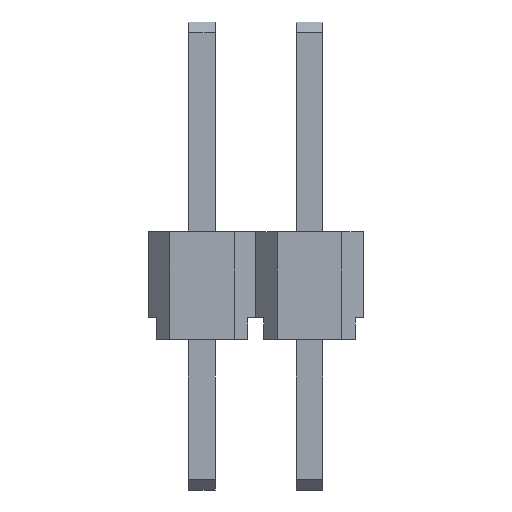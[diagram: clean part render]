
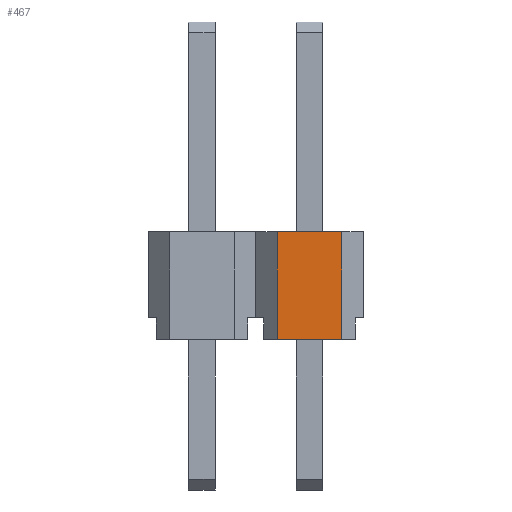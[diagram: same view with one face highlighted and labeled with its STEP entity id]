
A CAD part, front view. The second image highlights one B-rep face of the part: STEP entity #467.
In plain terms, the highlighted planar face has unit normal (0, -1, 0).
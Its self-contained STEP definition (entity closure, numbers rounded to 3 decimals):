
#467 = ADVANCED_FACE ( 'NONE', ( #14826 ), #3944, .F. ) ;
#782 = CARTESIAN_POINT ( 'NONE',  ( -2., -1., 2. ) ) ;
#907 = ORIENTED_EDGE ( 'NONE', *, *, #4847, .F. ) ;
#1027 = LINE ( 'NONE', #15385, #10421 ) ;
#1269 = VERTEX_POINT ( 'NONE', #9584 ) ;
#1309 = DIRECTION ( 'NONE',  ( 0., 0., 1. ) ) ;
#1462 = CARTESIAN_POINT ( 'NONE',  ( 1.6, -1., 0. ) ) ;
#1778 = VERTEX_POINT ( 'NONE', #4442 ) ;
#2052 = CARTESIAN_POINT ( 'NONE',  ( 0.4, -1., 0. ) ) ;
#2734 = CARTESIAN_POINT ( 'NONE',  ( 0.4, -1., 0. ) ) ;
#2901 = LINE ( 'NONE', #1462, #8211 ) ;
#3944 = PLANE ( 'NONE',  #13169 ) ;
#4442 = CARTESIAN_POINT ( 'NONE',  ( 1.6, -1., 2. ) ) ;
#4446 = VECTOR ( 'NONE', #10681, 1000. ) ;
#4509 = ORIENTED_EDGE ( 'NONE', *, *, #9394, .F. ) ;
#4847 = EDGE_CURVE ( 'NONE', #6322, #1778, #7121, .T. ) ;
#5862 = EDGE_CURVE ( 'NONE', #8610, #1269, #1027, .T. ) ;
#6322 = VERTEX_POINT ( 'NONE', #8999 ) ;
#6512 = ORIENTED_EDGE ( 'NONE', *, *, #15500, .T. ) ;
#7121 = LINE ( 'NONE', #10901, #4446 ) ;
#8211 = VECTOR ( 'NONE', #9962, 1000. ) ;
#8610 = VERTEX_POINT ( 'NONE', #2734 ) ;
#8999 = CARTESIAN_POINT ( 'NONE',  ( 0.4, -1., 2. ) ) ;
#9091 = VECTOR ( 'NONE', #1309, 1000. ) ;
#9394 = EDGE_CURVE ( 'NONE', #8610, #6322, #14109, .T. ) ;
#9584 = CARTESIAN_POINT ( 'NONE',  ( 1.6, -1., 0. ) ) ;
#9962 = DIRECTION ( 'NONE',  ( 0., 0., 1. ) ) ;
#10308 = ORIENTED_EDGE ( 'NONE', *, *, #5862, .T. ) ;
#10421 = VECTOR ( 'NONE', #11733, 1000. ) ;
#10681 = DIRECTION ( 'NONE',  ( 1., 0., 0. ) ) ;
#10901 = CARTESIAN_POINT ( 'NONE',  ( -2., -1., 2. ) ) ;
#11546 = DIRECTION ( 'NONE',  ( 0., 1., 0. ) ) ;
#11733 = DIRECTION ( 'NONE',  ( 1., 0., 0. ) ) ;
#13169 = AXIS2_PLACEMENT_3D ( 'NONE', #782, #11546, #13856 ) ;
#13493 = EDGE_LOOP ( 'NONE', ( #907, #4509, #10308, #6512 ) ) ;
#13856 = DIRECTION ( 'NONE',  ( 0., 0., 1. ) ) ;
#14109 = LINE ( 'NONE', #2052, #9091 ) ;
#14826 = FACE_OUTER_BOUND ( 'NONE', #13493, .T. ) ;
#15385 = CARTESIAN_POINT ( 'NONE',  ( -2., -1., 0. ) ) ;
#15500 = EDGE_CURVE ( 'NONE', #1269, #1778, #2901, .T. ) ;
